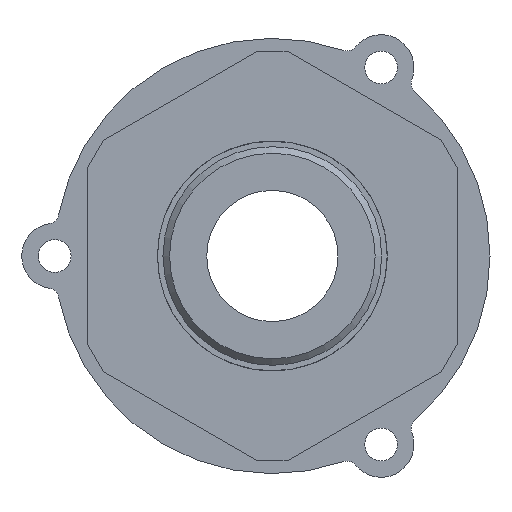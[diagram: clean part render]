
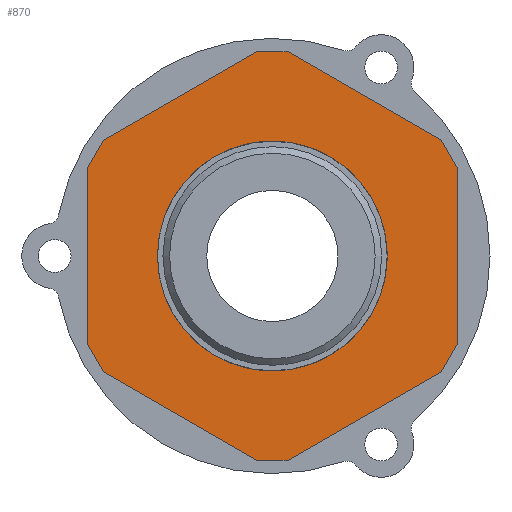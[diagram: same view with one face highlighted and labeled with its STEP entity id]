
A CAD part, left-side view. The second image highlights one B-rep face of the part: STEP entity #870.
In plain terms, the highlighted planar face has unit normal (-1, 0, 0).
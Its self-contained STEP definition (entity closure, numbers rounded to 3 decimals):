
#26=LINE('',#1362,#90);
#30=LINE('',#1370,#94);
#33=LINE('',#1376,#97);
#34=LINE('',#1378,#98);
#35=LINE('',#1380,#99);
#36=LINE('',#1382,#100);
#37=LINE('',#1384,#101);
#38=LINE('',#1386,#102);
#39=LINE('',#1388,#103);
#40=LINE('',#1390,#104);
#41=LINE('',#1392,#105);
#42=LINE('',#1393,#106);
#90=VECTOR('',#1119,3.464);
#94=VECTOR('',#1125,19.52);
#97=VECTOR('',#1130,19.52);
#98=VECTOR('',#1131,3.464);
#99=VECTOR('',#1132,19.52);
#100=VECTOR('',#1133,3.464);
#101=VECTOR('',#1134,19.52);
#102=VECTOR('',#1135,3.464);
#103=VECTOR('',#1136,19.52);
#104=VECTOR('',#1137,3.464);
#105=VECTOR('',#1138,19.52);
#106=VECTOR('',#1139,3.464);
#165=PLANE('',#956);
#201=FACE_BOUND('',#296,.T.);
#235=FACE_OUTER_BOUND('',#295,.T.);
#295=EDGE_LOOP('',(#656,#657,#658,#659,#660,#661,#662,#663,#664,#665,#666,
#667));
#296=EDGE_LOOP('',(#668));
#373=CIRCLE('',#957,12.661);
#421=VERTEX_POINT('',#1360);
#422=VERTEX_POINT('',#1361);
#425=VERTEX_POINT('',#1369);
#427=VERTEX_POINT('',#1375);
#428=VERTEX_POINT('',#1377);
#429=VERTEX_POINT('',#1379);
#430=VERTEX_POINT('',#1381);
#431=VERTEX_POINT('',#1383);
#432=VERTEX_POINT('',#1385);
#433=VERTEX_POINT('',#1387);
#434=VERTEX_POINT('',#1389);
#435=VERTEX_POINT('',#1391);
#436=VERTEX_POINT('',#1394);
#511=EDGE_CURVE('',#421,#422,#26,.T.);
#515=EDGE_CURVE('',#425,#422,#30,.T.);
#518=EDGE_CURVE('',#421,#427,#33,.T.);
#519=EDGE_CURVE('',#428,#427,#34,.T.);
#520=EDGE_CURVE('',#428,#429,#35,.T.);
#521=EDGE_CURVE('',#430,#429,#36,.T.);
#522=EDGE_CURVE('',#430,#431,#37,.T.);
#523=EDGE_CURVE('',#432,#431,#38,.T.);
#524=EDGE_CURVE('',#432,#433,#39,.T.);
#525=EDGE_CURVE('',#434,#433,#40,.T.);
#526=EDGE_CURVE('',#434,#435,#41,.T.);
#527=EDGE_CURVE('',#425,#435,#42,.T.);
#528=EDGE_CURVE('',#436,#436,#373,.T.);
#656=ORIENTED_EDGE('',*,*,#511,.F.);
#657=ORIENTED_EDGE('',*,*,#518,.T.);
#658=ORIENTED_EDGE('',*,*,#519,.F.);
#659=ORIENTED_EDGE('',*,*,#520,.T.);
#660=ORIENTED_EDGE('',*,*,#521,.F.);
#661=ORIENTED_EDGE('',*,*,#522,.T.);
#662=ORIENTED_EDGE('',*,*,#523,.F.);
#663=ORIENTED_EDGE('',*,*,#524,.T.);
#664=ORIENTED_EDGE('',*,*,#525,.F.);
#665=ORIENTED_EDGE('',*,*,#526,.T.);
#666=ORIENTED_EDGE('',*,*,#527,.F.);
#667=ORIENTED_EDGE('',*,*,#515,.T.);
#668=ORIENTED_EDGE('',*,*,#528,.T.);
#870=ADVANCED_FACE('',(#235,#201),#165,.T.);
#956=AXIS2_PLACEMENT_3D('',#1374,#1128,#1129);
#957=AXIS2_PLACEMENT_3D('',#1395,#1140,#1141);
#1119=DIRECTION('',(0.,-0.5,0.866));
#1125=DIRECTION('',(0.,0.866,-0.5));
#1128=DIRECTION('center_axis',(-1.,0.,0.));
#1129=DIRECTION('ref_axis',(0.,0.,1.));
#1130=DIRECTION('',(0.,0.,-1.));
#1131=DIRECTION('',(0.,0.5,0.866));
#1132=DIRECTION('',(0.,-0.866,-0.5));
#1133=DIRECTION('',(0.,1.,0.));
#1134=DIRECTION('',(0.,-0.866,0.5));
#1135=DIRECTION('',(0.,0.5,-0.866));
#1136=DIRECTION('',(0.,0.,1.));
#1137=DIRECTION('',(0.,-0.5,-0.866));
#1138=DIRECTION('',(0.,0.866,0.5));
#1139=DIRECTION('',(0.,-1.,0.));
#1140=DIRECTION('center_axis',(1.,0.,0.));
#1141=DIRECTION('ref_axis',(0.,0.,-1.));
#1360=CARTESIAN_POINT('',(-18.3,20.369,9.76));
#1361=CARTESIAN_POINT('',(-18.3,18.637,12.76));
#1362=CARTESIAN_POINT('',(-18.3,22.443,6.168));
#1369=CARTESIAN_POINT('',(-18.3,1.732,22.52));
#1370=CARTESIAN_POINT('',(-18.3,24.097,9.608));
#1374=CARTESIAN_POINT('Origin',(-18.3,23.52,0.));
#1375=CARTESIAN_POINT('',(-18.3,20.369,-9.76));
#1376=CARTESIAN_POINT('',(-18.3,20.369,-5.88));
#1377=CARTESIAN_POINT('',(-18.3,18.637,-12.76));
#1378=CARTESIAN_POINT('',(-18.3,22.443,-6.168));
#1379=CARTESIAN_POINT('',(-18.3,1.732,-22.52));
#1380=CARTESIAN_POINT('',(-18.3,13.912,-15.488));
#1381=CARTESIAN_POINT('',(-18.3,-1.732,-22.52));
#1382=CARTESIAN_POINT('',(-18.3,11.76,-22.52));
#1383=CARTESIAN_POINT('',(-18.3,-18.637,-12.76));
#1384=CARTESIAN_POINT('',(-18.3,-6.457,-19.792));
#1385=CARTESIAN_POINT('',(-18.3,-20.369,-9.76));
#1386=CARTESIAN_POINT('',(-18.3,-16.563,-16.352));
#1387=CARTESIAN_POINT('',(-18.3,-20.369,9.76));
#1388=CARTESIAN_POINT('',(-18.3,-20.369,5.88));
#1389=CARTESIAN_POINT('',(-18.3,-18.637,12.76));
#1390=CARTESIAN_POINT('',(-18.3,-16.563,16.352));
#1391=CARTESIAN_POINT('',(-18.3,-1.732,22.52));
#1392=CARTESIAN_POINT('',(-18.3,3.728,25.672));
#1393=CARTESIAN_POINT('',(-18.3,11.76,22.52));
#1394=CARTESIAN_POINT('',(-18.3,12.661,0.));
#1395=CARTESIAN_POINT('Origin',(-18.3,0.,0.));
